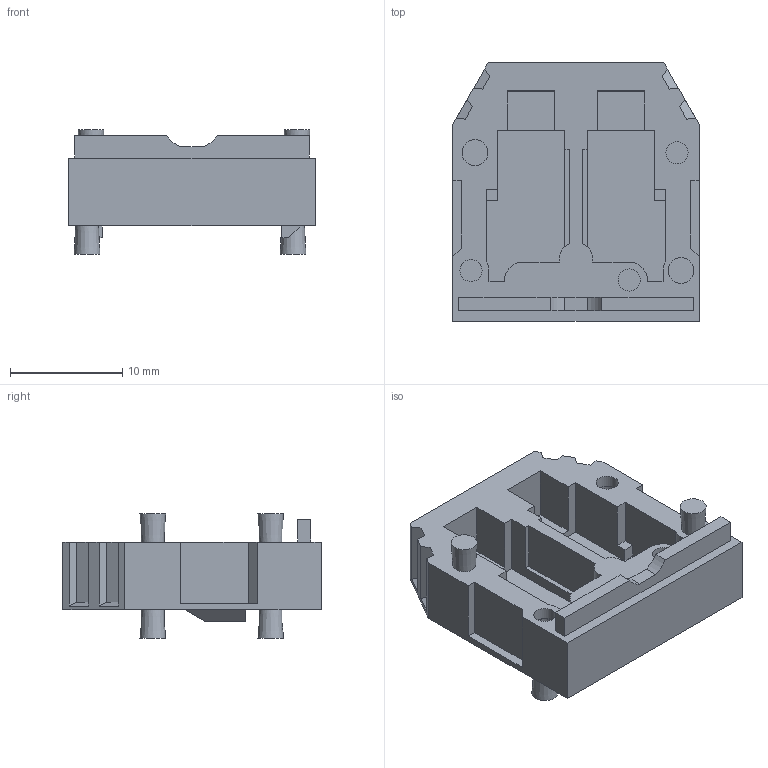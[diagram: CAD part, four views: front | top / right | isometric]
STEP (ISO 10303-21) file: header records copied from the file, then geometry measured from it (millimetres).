
FILE_DESCRIPTION(/* description */ (''),/* implementation_level */ '2;1');
FILE_NAME(/* name */ '1018_2_BKA4.stp',/* time_stamp */ '2018-09-17T14:29:39+02:00',/* author */ (''),/* organization */ (''),/* preprocessor_version */ 'ST-DEVELOPER v16.7',/* originating_system */ 'SIEMENS PLM Software NX 12.0',/* authorisation */ '');
FILE_SCHEMA (('AP203_CONFIGURATION_CONTROLLED_3D_DESIGN_OF_MECHANICAL_PARTS_AND_ASSEMBLIES_MIM_LF { 1 0 10303 403 2 1 2}'));
Length unit declared in the file: millimetre
Products named in the file (1): 1018_2_BKA4
Bounding box: 22 x 23 x 11.05 mm (x, y, z)
Volume: 1721.2 mm3; surface area: 2544.2 mm2
Topology: 1 solids, 7 shells, 192 faces, 465 edges, 306 vertices
Faces by surface type: plane 148, cylinder 32, cone 7, torus 5
Full cylindrical faces by diameter (mm): 1.8 x6, 1.975 x6, 2.175 x6, 4.2 x2
Entity records: 5417 total; most frequent: CARTESIAN_POINT 925, DIRECTION 891, ORIENTED_EDGE 850, EDGE_CURVE 425, LINE 343, VECTOR 343, VERTEX_POINT 300, AXIS2_PLACEMENT_3D 274
